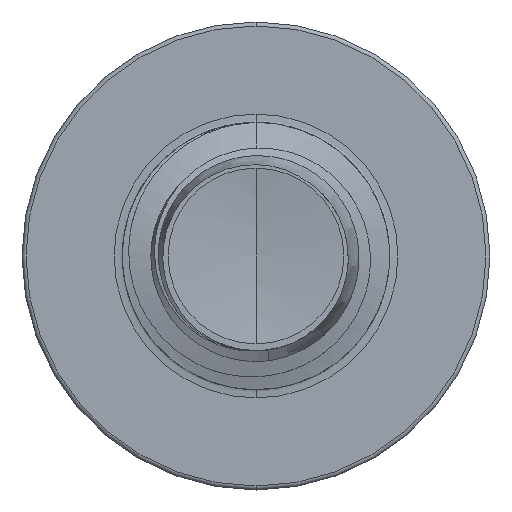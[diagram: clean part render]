
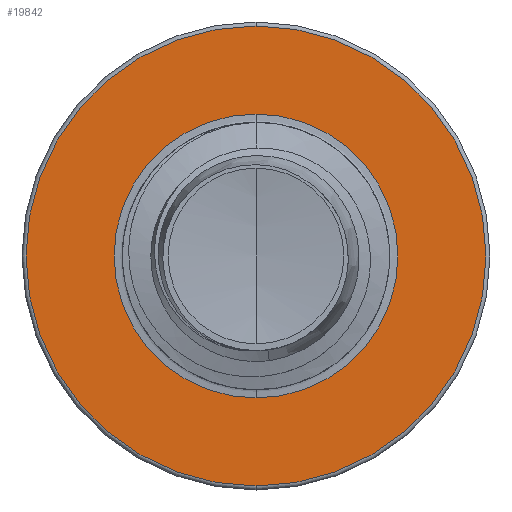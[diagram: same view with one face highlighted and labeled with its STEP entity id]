
A CAD part, front view. The second image highlights one B-rep face of the part: STEP entity #19842.
In plain terms, the highlighted planar face has unit normal (0, -1, 0).
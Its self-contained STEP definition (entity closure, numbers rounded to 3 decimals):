
#305 = CARTESIAN_POINT ( 'NONE',  ( 0., 11., -5.16 ) ) ;
#498 = AXIS2_PLACEMENT_3D ( 'NONE', #18418, #7273, #20298 ) ;
#615 = CIRCLE ( 'NONE', #8796, 5.16 ) ;
#1140 = FACE_OUTER_BOUND ( 'NONE', #1370, .T. ) ;
#1370 = EDGE_LOOP ( 'NONE', ( #22411, #8157 ) ) ;
#2053 = AXIS2_PLACEMENT_3D ( 'NONE', #20873, #9703, #22692 ) ;
#3163 = EDGE_CURVE ( 'NONE', #21539, #17650, #615, .T. ) ;
#3833 = ORIENTED_EDGE ( 'NONE', *, *, #7980, .T. ) ;
#4380 = CARTESIAN_POINT ( 'NONE',  ( 0., 11., -3.186 ) ) ;
#6353 = CARTESIAN_POINT ( 'NONE',  ( 0., 11., -3.186 ) ) ;
#7273 = DIRECTION ( 'NONE',  ( 0., 1., 0. ) ) ;
#7352 = FACE_BOUND ( 'NONE', #10134, .T. ) ;
#7980 = EDGE_CURVE ( 'NONE', #21982, #15374, #18432, .T. ) ;
#7998 = CARTESIAN_POINT ( 'NONE',  ( 0., 11., 0. ) ) ;
#8157 = ORIENTED_EDGE ( 'NONE', *, *, #11081, .F. ) ;
#8537 = CIRCLE ( 'NONE', #498, 3.186 ) ;
#8796 = AXIS2_PLACEMENT_3D ( 'NONE', #7998, #21043, #9881 ) ;
#9703 = DIRECTION ( 'NONE',  ( 0., 1., 0. ) ) ;
#9881 = DIRECTION ( 'NONE',  ( 0., 0., 1. ) ) ;
#9959 = DIRECTION ( 'NONE',  ( 0., 1., 0. ) ) ;
#10109 = CARTESIAN_POINT ( 'NONE',  ( 0., 11., 3.186 ) ) ;
#10134 = EDGE_LOOP ( 'NONE', ( #22980, #3833 ) ) ;
#11076 = CARTESIAN_POINT ( 'NONE',  ( 0., 11., 0. ) ) ;
#11081 = EDGE_CURVE ( 'NONE', #17650, #21539, #17829, .T. ) ;
#12980 = DIRECTION ( 'NONE',  ( 0., 0., 1. ) ) ;
#15374 = VERTEX_POINT ( 'NONE', #10109 ) ;
#16117 = EDGE_CURVE ( 'NONE', #15374, #21982, #8537, .T. ) ;
#17403 = PLANE ( 'NONE',  #24081 ) ;
#17650 = VERTEX_POINT ( 'NONE', #305 ) ;
#17829 = CIRCLE ( 'NONE', #2053, 5.16 ) ;
#18418 = CARTESIAN_POINT ( 'NONE',  ( 0., 11., 0. ) ) ;
#18432 = CIRCLE ( 'NONE', #21439, 3.186 ) ;
#18753 = CARTESIAN_POINT ( 'NONE',  ( 0., 11., 5.16 ) ) ;
#19842 = ADVANCED_FACE ( 'NONE', ( #1140, #7352 ), #17403, .F. ) ;
#20298 = DIRECTION ( 'NONE',  ( 0., 0., 1. ) ) ;
#20873 = CARTESIAN_POINT ( 'NONE',  ( 0., 11., 0. ) ) ;
#21043 = DIRECTION ( 'NONE',  ( 0., 1., 0. ) ) ;
#21439 = AXIS2_PLACEMENT_3D ( 'NONE', #11076, #24027, #12980 ) ;
#21539 = VERTEX_POINT ( 'NONE', #18753 ) ;
#21982 = VERTEX_POINT ( 'NONE', #6353 ) ;
#22411 = ORIENTED_EDGE ( 'NONE', *, *, #3163, .F. ) ;
#22692 = DIRECTION ( 'NONE',  ( 0., 0., 1. ) ) ;
#22942 = DIRECTION ( 'NONE',  ( 0., 0., 1. ) ) ;
#22980 = ORIENTED_EDGE ( 'NONE', *, *, #16117, .T. ) ;
#24027 = DIRECTION ( 'NONE',  ( 0., 1., 0. ) ) ;
#24081 = AXIS2_PLACEMENT_3D ( 'NONE', #4380, #9959, #22942 ) ;
